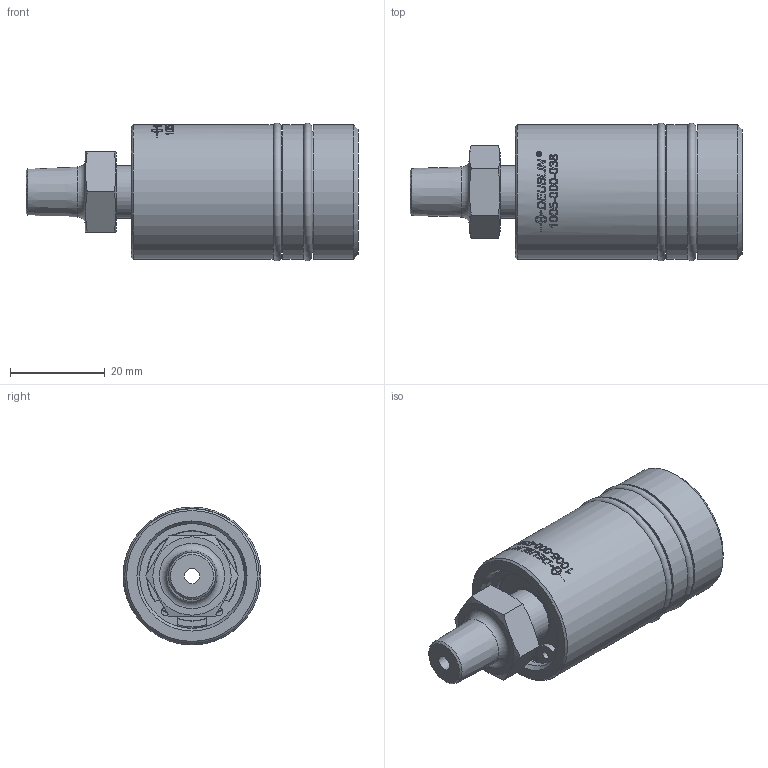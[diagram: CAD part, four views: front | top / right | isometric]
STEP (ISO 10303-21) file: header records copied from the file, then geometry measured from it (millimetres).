
FILE_DESCRIPTION((''),'2;1');
FILE_NAME('1005-000-038-IC.stp','2012-03-15T09:07:11',('cdunkel'),(''),'Autodesk Inventor 2011','Autodesk Inventor 2011','');
FILE_SCHEMA(('AUTOMOTIVE_DESIGN { 1 2 10303 214 0 1 1 1 }'));
Length unit declared in the file: millimetre
Products named in the file (1): 1005-000-038-IC
Bounding box: 69.94 x 29.06 x 29.06 mm (x, y, z)
Volume: 31477 mm3; surface area: 9445.6 mm2
Topology: 3 solids, 5 shells, 444 faces, 1160 edges, 765 vertices
Faces by surface type: plane 206, bspline 148, cylinder 67, torus 16, cone 7
Full cylindrical faces by diameter (mm): 1.6 x1, 1.68 x2, 3.2 x1, 7.6 x1, 8 x1, 11 x1, 11.875 x1, 18.825 x1, 19 x1, 22 x1, 22.07 x2, 25.5 x4, 28.37 x3
Entity records: 16892 total; most frequent: CARTESIAN_POINT 6854, ORIENTED_EDGE 2182, DIRECTION 1757, EDGE_CURVE 1091, VERTEX_POINT 740, AXIS2_PLACEMENT_3D 693, EDGE_LOOP 543, FACE_OUTER_BOUND 442
